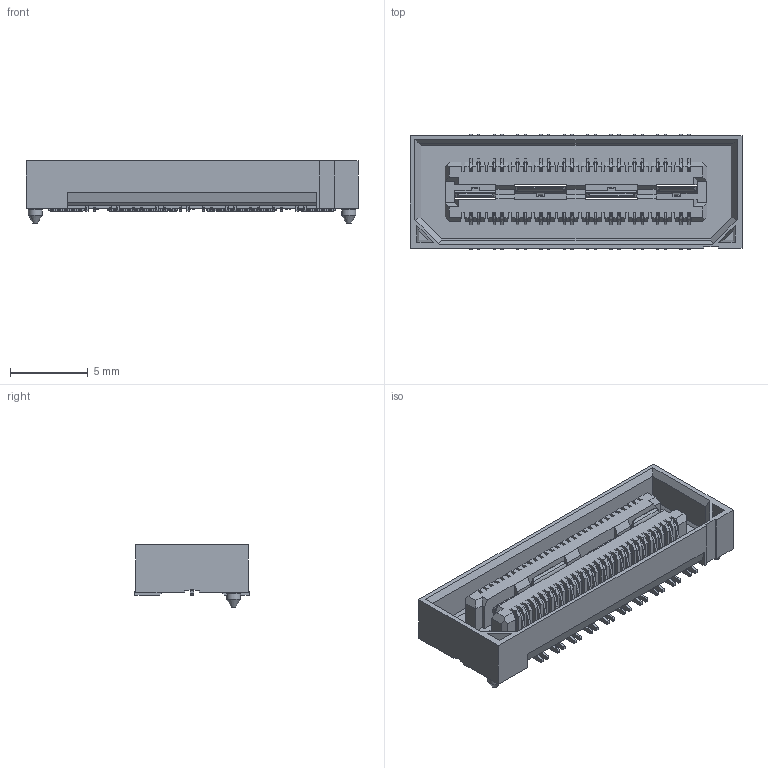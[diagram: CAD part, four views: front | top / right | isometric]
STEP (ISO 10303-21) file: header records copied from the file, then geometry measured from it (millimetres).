
FILE_DESCRIPTION( ('This file contains a STEP AP42 implementation' ,'as created by ZW3D STEP Interface translator.') ,'2;1' );
FILE_NAME( '37201-SMXXXXXXX11.stp' ,'231219.173049', (''), ('ZWCAD Software Co.'), 'Version 1.0', 'ZW3D to STEP translator', '' );
FILE_SCHEMA(('AUTOMOTIVE_DESIGN { 1 0 10303 214 1 1 1 1 }'));
Length unit declared in the file: millimetre
Products named in the file (3): 0; 37201-SMXXXXXXX11; QSH030HOUSING+LC-ASS
Assembly tree (1 placements, depth 2):
  0
  37201-SMXXXXXXX11
    QSH030HOUSING+LC-ASS
Bounding box: 21.31 x 7.4 x 4 mm (x, y, z)
Volume: 253.4 mm3; surface area: 1316.6 mm2
Topology: 1 solids, 4 shells, 3190 faces, 8954 edges, 5947 vertices
Faces by surface type: plane 2576, cylinder 600, bspline 9, cone 3, torus 2
Full cylindrical faces by diameter (mm): 0.89 x2
Entity records: 105293 total; most frequent: CARTESIAN_POINT 18631, ORIENTED_EDGE 17940, DIRECTION 16483, EDGE_CURVE 8954, VECTOR 7521, LINE 7521, VERTEX_POINT 5947, AXIS2_PLACEMENT_3D 4481
